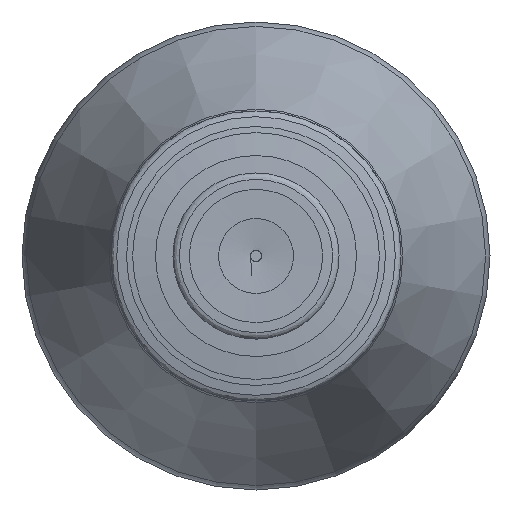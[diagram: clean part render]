
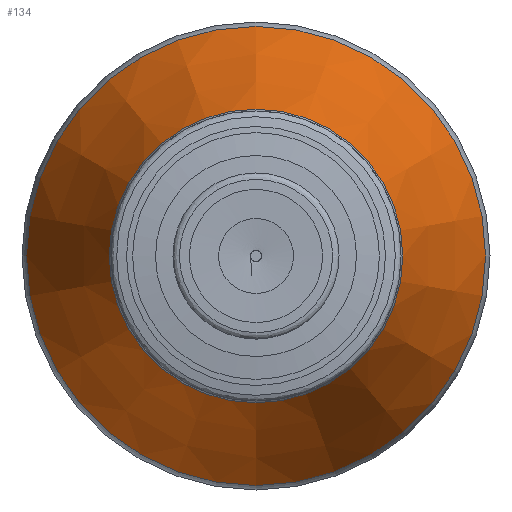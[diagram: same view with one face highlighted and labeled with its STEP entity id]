
A CAD part, left-side view. The second image highlights one B-rep face of the part: STEP entity #134.
In plain terms, the highlighted conical face has half-angle 22.823 degrees and reference radius 12.265 mm.
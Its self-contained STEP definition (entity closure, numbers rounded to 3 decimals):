
#119=CONICAL_SURFACE('',#528,12.265,22.823);
#134=ADVANCED_FACE('',(#191,#192),#119,.T.);
#191=FACE_BOUND('',#262,.T.);
#192=FACE_BOUND('',#263,.T.);
#262=EDGE_LOOP('',(#336));
#263=EDGE_LOOP('',(#337));
#336=ORIENTED_EDGE('',*,*,#435,.T.);
#337=ORIENTED_EDGE('',*,*,#434,.F.);
#397=VERTEX_POINT('',#754);
#398=VERTEX_POINT('',#757);
#434=EDGE_CURVE('',#397,#397,#471,.T.);
#435=EDGE_CURVE('',#398,#398,#472,.T.);
#471=CIRCLE('',#525,12.265);
#472=CIRCLE('',#527,7.841);
#525=AXIS2_PLACEMENT_3D('',#753,#613,#614);
#527=AXIS2_PLACEMENT_3D('',#756,#617,#618);
#528=AXIS2_PLACEMENT_3D('',#758,#619,#620);
#613=DIRECTION('',(1.,0.,0.));
#614=DIRECTION('',(0.,0.,1.));
#617=DIRECTION('',(1.,0.,0.));
#618=DIRECTION('',(0.,0.,1.));
#619=DIRECTION('',(1.,0.,0.));
#620=DIRECTION('',(0.,0.,-1.));
#753=CARTESIAN_POINT('',(61.442,0.,0.));
#754=CARTESIAN_POINT('',(61.442,0.,12.265));
#756=CARTESIAN_POINT('',(50.93,0.,0.));
#757=CARTESIAN_POINT('',(50.93,0.,7.841));
#758=CARTESIAN_POINT('',(61.442,0.,0.));
